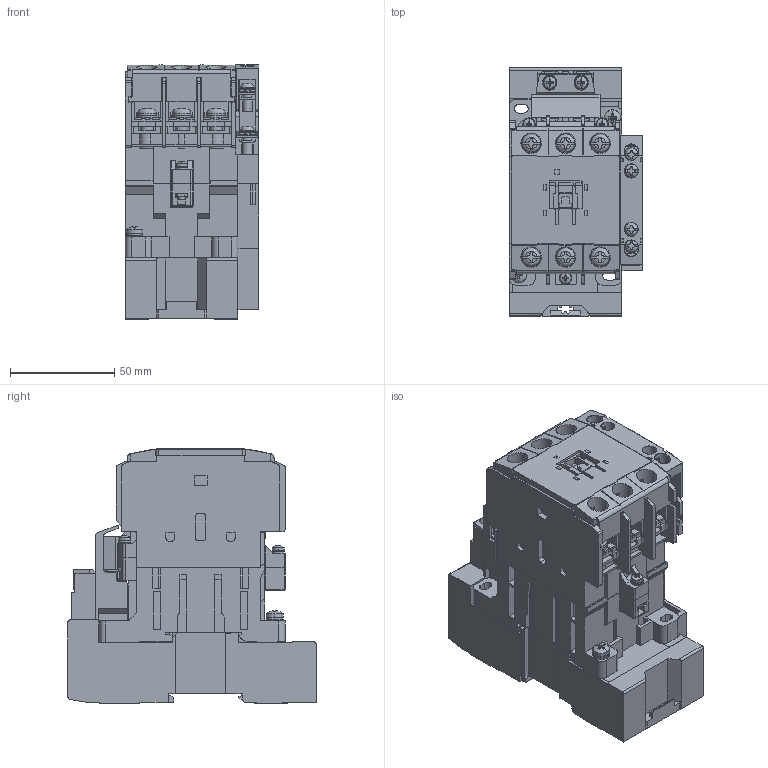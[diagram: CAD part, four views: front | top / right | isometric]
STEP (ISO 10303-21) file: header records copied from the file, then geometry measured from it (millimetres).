
FILE_DESCRIPTION (( 'STEP AP214' ), '1' );
FILE_NAME ('SC40XS.STEP', '2025-01-09T06:18:58', ( '' ), ( '' ), 'SwSTEP 2.0', 'SolidWorks 2025', '' );
FILE_SCHEMA (( 'AUTOMOTIVE_DESIGN' ));
Length unit declared in the file: millimetre
Products named in the file (31): SC-NEXT-Super Magnet Device_Coil_Terminal^SC-NEXT-Super Magnet Device; Screw^SC40XA Case_SC40XS; spring lock washer_2_jis_JIS B 1251 No.2 3; SC40-65X_coil terminal cover; SC40-65X_Main terminal cover; cross recessed pan head screw_jis_JIS B 1111 Cross recessed pan head screw - M3.5 x 8 - Z --8N; SC40-65X_Main terminal M5^SC40XA Case_SC40XS; small circular plain washer_jis_JIS B 1256 Small circular 4; Plate_M5_12-12 flat; SC40-65X Coil plate band; SC40-65X_AUX. terminal M5^SC40XA Case_SC40XS; spring lock washer_2_jis_JIS B 1251 No.2 3.5; cross recessed pan head screw_jis_JIS B 1111 Cross recessed pan head screw - M3 x 16 - Z --16N; Plate_M3P5_7P6; spring lock washer_2_jis_JIS B 1251 No.2 5; Screw_M5_L11P6; SC40-65X Aux copper band 21-22; cross recessed pan head screw_jis_JIS B 1111 Cross recessed pan head screw - M4 x 40 - Z --40N; small circular plain washer_jis_JIS B 1256 Small circular 3; SC40XS; Screw_M3.5_L10; SC40XS_Case; SC40-65X_Coil terminal M5^SC40XA Case_SC40XS; Screw_M4^SC40XS; hexagon thin nut double chamfered_ab_jis_JIS B 1181 Hexagon thin nut - double chamfered A M3 --N; SC40XA Case^SC40XS; SC-NEXT-Super Magnet Device; spring lock washer_2_jis_JIS B 1251 No.2 4; SC40-65X Aux copper band 13-14; SC40-65X Aux terminal cover
Assembly tree (50 placements, depth 4):
  SC40XS
    SC40XA Case^SC40XS
      SC40XS_Case
      SC40-65X Aux copper band 21-22
      SC40-65X Aux copper band 13-14
      SC40-65X Coil plate band  x2
      Screw^SC40XA Case_SC40XS  x3
        small circular plain washer_jis_JIS B 1256 Small circular 3
        hexagon thin nut double chamfered_ab_jis_JIS B 1181 Hexagon thin nut - double chamfered A M3 --N
        spring lock washer_2_jis_JIS B 1251 No.2 3
        cross recessed pan head screw_jis_JIS B 1111 Cross recessed pan head screw - M3 x 16 - Z --16N
      SC40-65X_Main terminal M5^SC40XA Case_SC40XS  x6
        Plate_M5_12-12 flat
        spring lock washer_2_jis_JIS B 1251 No.2 5
        Screw_M5_L11P6
      SC40-65X_Coil terminal M5^SC40XA Case_SC40XS  x2
        Plate_M3P5_7P6
        spring lock washer_2_jis_JIS B 1251 No.2 3.5
        Screw_M3.5_L10
      SC40-65X_AUX. terminal M5^SC40XA Case_SC40XS  x4
        Plate_M3P5_7P6
        spring lock washer_2_jis_JIS B 1251 No.2 3.5
        Screw_M3.5_L10
    SC40-65X_Main terminal cover  x2
    SC40-65X Aux terminal cover
    SC-NEXT-Super Magnet Device
      SC-NEXT-Super Magnet Device
      SC-NEXT-Super Magnet Device_Coil_Terminal^SC-NEXT-Super Magnet Device  x2
        Plate_M3P5_7P6
        cross recessed pan head screw_jis_JIS B 1111 Cross recessed pan head screw - M3.5 x 8 - Z --8N
        spring lock washer_2_jis_JIS B 1251 No.2 3.5
      SC40-65X_coil terminal cover
    Screw_M4^SC40XS  x2
      cross recessed pan head screw_jis_JIS B 1111 Cross recessed pan head screw - M4 x 40 - Z --40N
      spring lock washer_2_jis_JIS B 1251 No.2 4
      small circular plain washer_jis_JIS B 1256 Small circular 4
Bounding box: 64 x 118.8 x 122 mm (x, y, z)
Volume: 508443.5 mm3; surface area: 156505.3 mm2
Topology: 79 solids, 79 shells, 4246 faces, 11819 edges, 7734 vertices
Faces by surface type: plane 3340, cylinder 645, cone 157, torus 64, sphere 28, bspline 12
Entity records: 120274 total; most frequent: CARTESIAN_POINT 29388, ORIENTED_EDGE 15384, DIRECTION 14255, EDGE_CURVE 7692, LINE 6351, VECTOR 6351, VERTEX_POINT 5040, AXIS2_PLACEMENT_3D 3952
